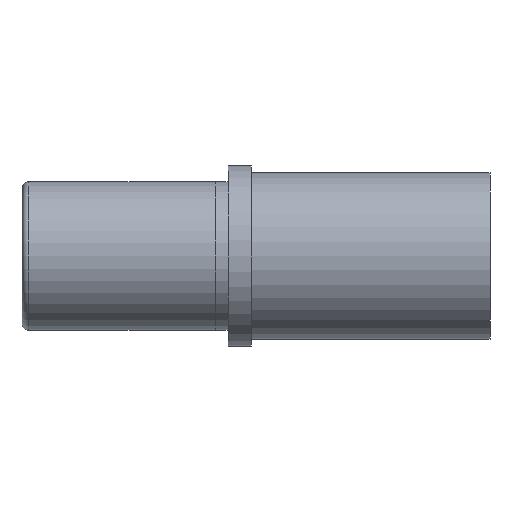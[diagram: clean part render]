
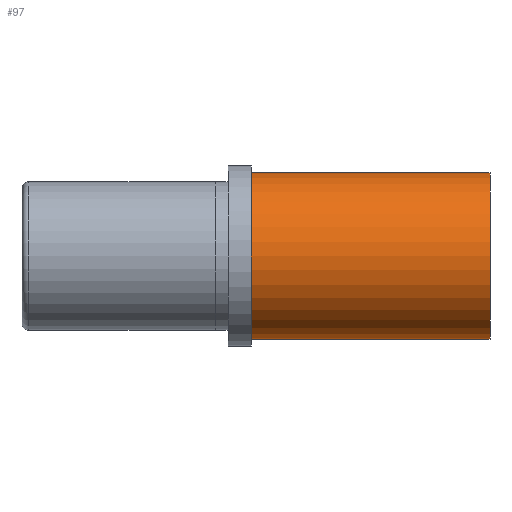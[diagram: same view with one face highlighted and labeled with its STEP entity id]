
A CAD part, left-side view. The second image highlights one B-rep face of the part: STEP entity #97.
In plain terms, the highlighted cylindrical face has radius 4.89 mm (diameter 9.78 mm), a partial arc.
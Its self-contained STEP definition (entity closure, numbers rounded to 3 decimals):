
#97 = ADVANCED_FACE ( 'NONE', ( #1252 ), #1211, .T. ) ;
#111 = DIRECTION ( 'NONE',  ( 0., 0., -1. ) ) ;
#229 = ORIENTED_EDGE ( 'NONE', *, *, #289, .T. ) ;
#266 = AXIS2_PLACEMENT_3D ( 'NONE', #1361, #559, #1499 ) ;
#286 = AXIS2_PLACEMENT_3D ( 'NONE', #1174, #777, #111 ) ;
#289 = EDGE_CURVE ( 'NONE', #324, #1325, #1054, .T. ) ;
#324 = VERTEX_POINT ( 'NONE', #490 ) ;
#332 = CARTESIAN_POINT ( 'NONE',  ( 0., -8.106, 4.89 ) ) ;
#381 = CARTESIAN_POINT ( 'NONE',  ( 0., 13.97, 4.89 ) ) ;
#386 = ORIENTED_EDGE ( 'NONE', *, *, #849, .F. ) ;
#390 = VERTEX_POINT ( 'NONE', #381 ) ;
#425 = CIRCLE ( 'NONE', #286, 4.89 ) ;
#490 = CARTESIAN_POINT ( 'NONE',  ( 0., 13.97, -4.89 ) ) ;
#559 = DIRECTION ( 'NONE',  ( 0., -1., 0. ) ) ;
#596 = DIRECTION ( 'NONE',  ( 0., -1., 0. ) ) ;
#623 = CARTESIAN_POINT ( 'NONE',  ( 0., 13.97, 0. ) ) ;
#630 = DIRECTION ( 'NONE',  ( 0., -1., 0. ) ) ;
#777 = DIRECTION ( 'NONE',  ( 0., -1., 0. ) ) ;
#809 = EDGE_CURVE ( 'NONE', #390, #1282, #1359, .T. ) ;
#849 = EDGE_CURVE ( 'NONE', #1282, #1325, #425, .T. ) ;
#914 = EDGE_CURVE ( 'NONE', #390, #324, #1621, .T. ) ;
#938 = EDGE_LOOP ( 'NONE', ( #1386, #1231, #229, #386 ) ) ;
#956 = AXIS2_PLACEMENT_3D ( 'NONE', #623, #630, #1563 ) ;
#1054 = LINE ( 'NONE', #1285, #1642 ) ;
#1096 = CARTESIAN_POINT ( 'NONE',  ( 0., 0., -4.89 ) ) ;
#1174 = CARTESIAN_POINT ( 'NONE',  ( 0., 0., 0. ) ) ;
#1211 = CYLINDRICAL_SURFACE ( 'NONE', #266, 4.89 ) ;
#1231 = ORIENTED_EDGE ( 'NONE', *, *, #914, .T. ) ;
#1252 = FACE_OUTER_BOUND ( 'NONE', #938, .T. ) ;
#1282 = VERTEX_POINT ( 'NONE', #1385 ) ;
#1285 = CARTESIAN_POINT ( 'NONE',  ( 0., -8.106, -4.89 ) ) ;
#1325 = VERTEX_POINT ( 'NONE', #1096 ) ;
#1359 = LINE ( 'NONE', #332, #1525 ) ;
#1361 = CARTESIAN_POINT ( 'NONE',  ( 0., -8.106, 0. ) ) ;
#1385 = CARTESIAN_POINT ( 'NONE',  ( 0., 0., 4.89 ) ) ;
#1386 = ORIENTED_EDGE ( 'NONE', *, *, #809, .F. ) ;
#1499 = DIRECTION ( 'NONE',  ( 0., 0., -1. ) ) ;
#1525 = VECTOR ( 'NONE', #596, 1000. ) ;
#1563 = DIRECTION ( 'NONE',  ( 0., 0., -1. ) ) ;
#1621 = CIRCLE ( 'NONE', #956, 4.89 ) ;
#1642 = VECTOR ( 'NONE', #1704, 1000. ) ;
#1704 = DIRECTION ( 'NONE',  ( 0., -1., 0. ) ) ;
